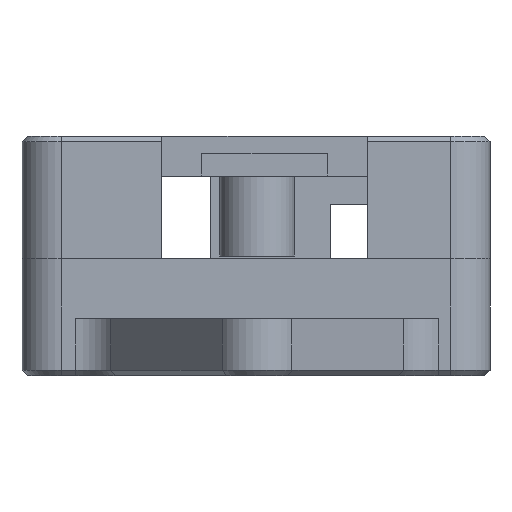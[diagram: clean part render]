
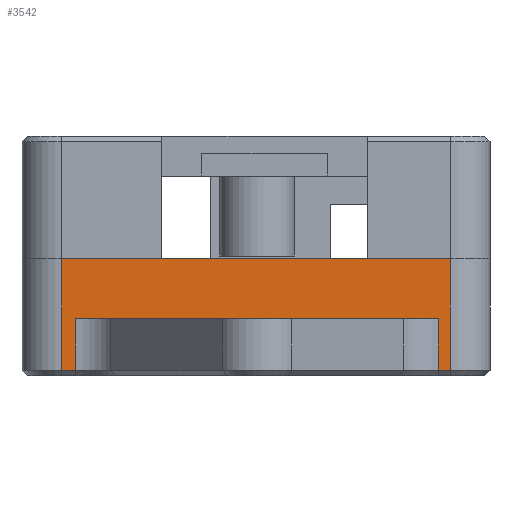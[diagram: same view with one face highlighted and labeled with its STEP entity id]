
A CAD part, left-side view. The second image highlights one B-rep face of the part: STEP entity #3542.
In plain terms, the highlighted planar face has unit normal (-1, 0, 0).
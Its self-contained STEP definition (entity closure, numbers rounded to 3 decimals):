
#109=PLANE('',#3806);
#263=FACE_OUTER_BOUND('',#469,.T.);
#469=EDGE_LOOP('',(#2586,#2587,#2588,#2589,#2590,#2591,#2592,#2593));
#674=LINE('',#5239,#1069);
#692=LINE('',#5287,#1087);
#696=LINE('',#5300,#1091);
#699=LINE('',#5309,#1094);
#705=LINE('',#5324,#1100);
#706=LINE('',#5327,#1101);
#707=LINE('',#5329,#1102);
#708=LINE('',#5330,#1103);
#1069=VECTOR('',#4173,10.);
#1087=VECTOR('',#4227,10.);
#1091=VECTOR('',#4243,10.);
#1094=VECTOR('',#4252,10.);
#1100=VECTOR('',#4268,10.);
#1101=VECTOR('',#4273,10.);
#1102=VECTOR('',#4274,10.);
#1103=VECTOR('',#4275,10.);
#1606=VERTEX_POINT('',#5229);
#1608=VERTEX_POINT('',#5237);
#1618=VERTEX_POINT('',#5277);
#1620=VERTEX_POINT('',#5285);
#1623=VERTEX_POINT('',#5299);
#1626=VERTEX_POINT('',#5307);
#1630=VERTEX_POINT('',#5323);
#1631=VERTEX_POINT('',#5328);
#1953=EDGE_CURVE('',#1606,#1608,#674,.T.);
#1977=EDGE_CURVE('',#1618,#1620,#692,.T.);
#1983=EDGE_CURVE('',#1620,#1623,#696,.T.);
#1988=EDGE_CURVE('',#1626,#1618,#699,.T.);
#1995=EDGE_CURVE('',#1608,#1630,#705,.T.);
#1997=EDGE_CURVE('',#1626,#1630,#706,.T.);
#1998=EDGE_CURVE('',#1606,#1631,#707,.T.);
#1999=EDGE_CURVE('',#1631,#1623,#708,.F.);
#2586=ORIENTED_EDGE('',*,*,#1977,.F.);
#2587=ORIENTED_EDGE('',*,*,#1988,.F.);
#2588=ORIENTED_EDGE('',*,*,#1997,.T.);
#2589=ORIENTED_EDGE('',*,*,#1995,.F.);
#2590=ORIENTED_EDGE('',*,*,#1953,.F.);
#2591=ORIENTED_EDGE('',*,*,#1998,.T.);
#2592=ORIENTED_EDGE('',*,*,#1999,.T.);
#2593=ORIENTED_EDGE('',*,*,#1983,.F.);
#3542=ADVANCED_FACE('',(#263),#109,.T.);
#3806=AXIS2_PLACEMENT_3D('',#5326,#4271,#4272);
#4173=DIRECTION('',(0.,1.,0.));
#4227=DIRECTION('',(0.,1.,0.));
#4243=DIRECTION('',(0.,0.,1.));
#4252=DIRECTION('',(0.,0.,-1.));
#4268=DIRECTION('',(0.,0.,1.));
#4271=DIRECTION('center_axis',(-1.,0.,0.));
#4272=DIRECTION('ref_axis',(0.,1.,0.));
#4273=DIRECTION('',(0.,-1.,0.));
#4274=DIRECTION('',(0.,0.,1.));
#4275=DIRECTION('',(0.,-1.,0.));
#5229=CARTESIAN_POINT('',(-1.5,1.317,-5.6));
#5237=CARTESIAN_POINT('',(-1.5,2.164,-5.6));
#5239=CARTESIAN_POINT('',(-1.5,3.763,-5.6));
#5277=CARTESIAN_POINT('',(-1.5,27.566,-5.6));
#5285=CARTESIAN_POINT('',(-1.5,28.564,-5.6));
#5287=CARTESIAN_POINT('',(-1.5,3.763,-5.6));
#5299=CARTESIAN_POINT('',(-1.5,28.564,2.2));
#5300=CARTESIAN_POINT('',(-1.5,28.564,-3.));
#5307=CARTESIAN_POINT('',(-1.5,27.566,-2.));
#5309=CARTESIAN_POINT('',(-1.5,27.566,-4.5));
#5323=CARTESIAN_POINT('',(-1.5,2.164,-2.));
#5324=CARTESIAN_POINT('',(-1.5,2.164,-4.5));
#5326=CARTESIAN_POINT('Origin',(-1.5,-1.453,-3.));
#5327=CARTESIAN_POINT('',(-1.5,6.706,-2.));
#5328=CARTESIAN_POINT('',(-1.5,1.317,2.2));
#5329=CARTESIAN_POINT('',(-1.5,1.317,-3.));
#5330=CARTESIAN_POINT('',(-1.5,21.753,2.2));
